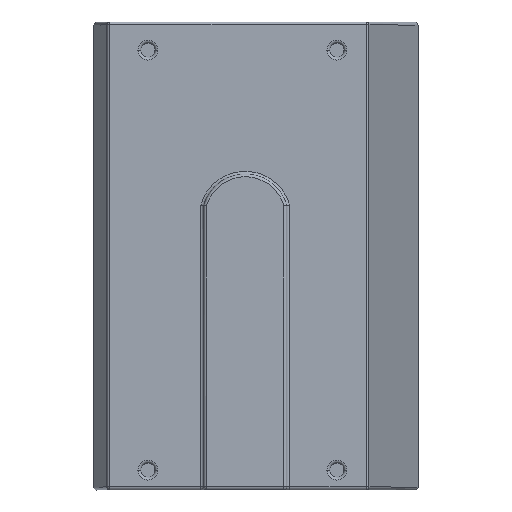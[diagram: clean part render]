
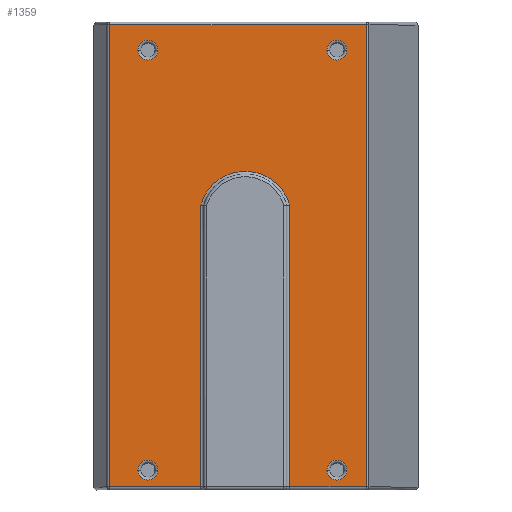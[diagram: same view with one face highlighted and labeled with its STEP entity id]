
A CAD part, top view. The second image highlights one B-rep face of the part: STEP entity #1359.
In plain terms, the highlighted planar face has unit normal (0, 0, 1).
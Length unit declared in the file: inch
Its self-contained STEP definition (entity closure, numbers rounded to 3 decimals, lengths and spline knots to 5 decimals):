
#8 = CARTESIAN_POINT ( 'NONE',  ( 1.04387, -2.25421, 0.3937 ) ) ;
#13 = DIRECTION ( 'NONE',  ( 0., 0., -1. ) ) ;
#24 = DIRECTION ( 'NONE',  ( -1., 0., 0. ) ) ;
#26 = CARTESIAN_POINT ( 'NONE',  ( -0.94473, -2.25421, 0.3937 ) ) ;
#31 = DIRECTION ( 'NONE',  ( 0., 0., -1. ) ) ;
#33 = DIRECTION ( 'NONE',  ( -1., 0., 0. ) ) ;
#107 = CARTESIAN_POINT ( 'NONE',  ( 0.93887, -2.25421, 0.3937 ) ) ;
#112 = CARTESIAN_POINT ( 'NONE',  ( 1.14887, -2.25421, 0.3937 ) ) ;
#114 = CARTESIAN_POINT ( 'NONE',  ( 1.35353, -2.43063, 0.3937 ) ) ;
#118 = CARTESIAN_POINT ( 'NONE',  ( -0.3875, 0.53414, 0.3937 ) ) ;
#119 = CARTESIAN_POINT ( 'NONE',  ( 1.14887, 2.16489, 0.3937 ) ) ;
#121 = CARTESIAN_POINT ( 'NONE',  ( 0.5475, -2.43063, 0.3937 ) ) ;
#128 = CARTESIAN_POINT ( 'NONE',  ( 1.35353, 2.43063, 0.3937 ) ) ;
#131 = CARTESIAN_POINT ( 'NONE',  ( -0.3875, -2.43063, 0.3937 ) ) ;
#133 = CARTESIAN_POINT ( 'NONE',  ( 0.5475, 0.53414, 0.3937 ) ) ;
#135 = CARTESIAN_POINT ( 'NONE',  ( 0.93887, 2.16489, 0.3937 ) ) ;
#137 = CARTESIAN_POINT ( 'NONE',  ( -1.345, -2.43063, 0.3937 ) ) ;
#285 = CARTESIAN_POINT ( 'NONE',  ( -0.83973, -2.25421, 0.3937 ) ) ;
#295 = CARTESIAN_POINT ( 'NONE',  ( -1.345, 2.43063, 0.3937 ) ) ;
#298 = CARTESIAN_POINT ( 'NONE',  ( -1.04973, -2.25421, 0.3937 ) ) ;
#302 = CARTESIAN_POINT ( 'NONE',  ( -1.04973, 2.16489, 0.3937 ) ) ;
#305 = CARTESIAN_POINT ( 'NONE',  ( -0.83973, 2.16489, 0.3937 ) ) ;
#315 = DIRECTION ( 'NONE',  ( 1., 0., 0. ) ) ;
#320 = CARTESIAN_POINT ( 'NONE',  ( 1.04387, -2.25421, 0.3937 ) ) ;
#321 = DIRECTION ( 'NONE',  ( 0., 0., -1. ) ) ;
#323 = DIRECTION ( 'NONE',  ( -1., 0., 0. ) ) ;
#326 = CARTESIAN_POINT ( 'NONE',  ( 1.35353, 2.46063, 0.3937 ) ) ;
#342 = DIRECTION ( 'NONE',  ( 0., 1., 0. ) ) ;
#345 = CARTESIAN_POINT ( 'NONE',  ( 0., -2.43063, 0.3937 ) ) ;
#350 = CARTESIAN_POINT ( 'NONE',  ( 0.5475, -2.46063, 0.3937 ) ) ;
#363 = DIRECTION ( 'NONE',  ( 0., -1., 0. ) ) ;
#377 = CARTESIAN_POINT ( 'NONE',  ( 0., -2.43063, 0.3937 ) ) ;
#379 = DIRECTION ( 'NONE',  ( -1., 0., 0. ) ) ;
#380 = DIRECTION ( 'NONE',  ( 1., 0., 0. ) ) ;
#383 = CARTESIAN_POINT ( 'NONE',  ( 0.08, 0.40545, 0.3937 ) ) ;
#385 = DIRECTION ( 'NONE',  ( 0., 0., -1. ) ) ;
#407 = DIRECTION ( 'NONE',  ( 0., 1., 0. ) ) ;
#416 = CARTESIAN_POINT ( 'NONE',  ( -0.3875, 0.53002, 0.3937 ) ) ;
#440 = CARTESIAN_POINT ( 'NONE',  ( 0., 2.43063, 0.3937 ) ) ;
#444 = DIRECTION ( 'NONE',  ( 0., 0., -1. ) ) ;
#448 = DIRECTION ( 'NONE',  ( -1., 0., 0. ) ) ;
#458 = CARTESIAN_POINT ( 'NONE',  ( 1.04387, 2.16489, 0.3937 ) ) ;
#466 = DIRECTION ( 'NONE',  ( -1., 0., 0. ) ) ;
#534 = CIRCLE ( 'NONE', #2417, 0.105 ) ;
#537 = LINE ( 'NONE', #377, #545 ) ;
#538 = CIRCLE ( 'NONE', #2462, 0.48489 ) ;
#545 = VECTOR ( 'NONE', #380, 39.37008 ) ;
#572 = VECTOR ( 'NONE', #407, 39.37008 ) ;
#574 = LINE ( 'NONE', #440, #578 ) ;
#575 = VECTOR ( 'NONE', #363, 39.37008 ) ;
#578 = VECTOR ( 'NONE', #466, 39.37008 ) ;
#581 = LINE ( 'NONE', #416, #572 ) ;
#710 = ORIENTED_EDGE ( 'NONE', *, *, #2256, .T. ) ;
#715 = ORIENTED_EDGE ( 'NONE', *, *, #2054, .T. ) ;
#717 = ORIENTED_EDGE ( 'NONE', *, *, #2184, .T. ) ;
#719 = ORIENTED_EDGE ( 'NONE', *, *, #2102, .T. ) ;
#720 = ORIENTED_EDGE ( 'NONE', *, *, #2207, .T. ) ;
#735 = ORIENTED_EDGE ( 'NONE', *, *, #2232, .T. ) ;
#742 = ORIENTED_EDGE ( 'NONE', *, *, #2174, .T. ) ;
#744 = ORIENTED_EDGE ( 'NONE', *, *, #2176, .T. ) ;
#750 = ORIENTED_EDGE ( 'NONE', *, *, #2053, .T. ) ;
#752 = ORIENTED_EDGE ( 'NONE', *, *, #2109, .T. ) ;
#775 = ORIENTED_EDGE ( 'NONE', *, *, #2194, .T. ) ;
#777 = ORIENTED_EDGE ( 'NONE', *, *, #2211, .T. ) ;
#804 = ORIENTED_EDGE ( 'NONE', *, *, #2278, .T. ) ;
#813 = ORIENTED_EDGE ( 'NONE', *, *, #2220, .T. ) ;
#814 = ORIENTED_EDGE ( 'NONE', *, *, #2223, .T. ) ;
#822 = ORIENTED_EDGE ( 'NONE', *, *, #2195, .T. ) ;
#897 = FACE_BOUND ( 'NONE', #1792, .T. ) ;
#906 = FACE_BOUND ( 'NONE', #1799, .T. ) ;
#913 = FACE_OUTER_BOUND ( 'NONE', #1794, .T. ) ;
#946 = FACE_BOUND ( 'NONE', #1747, .T. ) ;
#949 = FACE_BOUND ( 'NONE', #1763, .T. ) ;
#1020 = CIRCLE ( 'NONE', #2310, 0.105 ) ;
#1056 = CIRCLE ( 'NONE', #2305, 0.105 ) ;
#1096 = CIRCLE ( 'NONE', #2392, 0.105 ) ;
#1123 = CIRCLE ( 'NONE', #2386, 0.105 ) ;
#1162 = LINE ( 'NONE', #2488, #1221 ) ;
#1189 = CIRCLE ( 'NONE', #2443, 0.105 ) ;
#1203 = LINE ( 'NONE', #345, #1215 ) ;
#1210 = CIRCLE ( 'NONE', #2465, 0.105 ) ;
#1215 = VECTOR ( 'NONE', #315, 39.37008 ) ;
#1219 = LINE ( 'NONE', #350, #575 ) ;
#1221 = VECTOR ( 'NONE', #2490, 39.37008 ) ;
#1224 = LINE ( 'NONE', #326, #1231 ) ;
#1231 = VECTOR ( 'NONE', #342, 39.37008 ) ;
#1244 = CIRCLE ( 'NONE', #2431, 0.105 ) ;
#1297 = DIRECTION ( 'NONE',  ( 0., 0., -1. ) ) ;
#1304 = DIRECTION ( 'NONE',  ( -1., 0., 0. ) ) ;
#1307 = CARTESIAN_POINT ( 'NONE',  ( 1.04387, 2.16489, 0.3937 ) ) ;
#1311 = DIRECTION ( 'NONE',  ( 0., 0., -1. ) ) ;
#1322 = DIRECTION ( 'NONE',  ( -1., 0., 0. ) ) ;
#1329 = CARTESIAN_POINT ( 'NONE',  ( -0.94473, 2.16489, 0.3937 ) ) ;
#1359 = ADVANCED_FACE ( 'NONE', ( #906, #897, #949, #946, #913 ), #1503, .F. ) ;
#1486 = DIRECTION ( 'NONE',  ( -1., 0., 0. ) ) ;
#1493 = DIRECTION ( 'NONE',  ( 0., 0., -1. ) ) ;
#1503 = PLANE ( 'NONE',  #2244 ) ;
#1505 = CARTESIAN_POINT ( 'NONE',  ( 0., 0., 0.3937 ) ) ;
#1747 = EDGE_LOOP ( 'NONE', ( #719, #720 ) ) ;
#1763 = EDGE_LOOP ( 'NONE', ( #752, #717 ) ) ;
#1792 = EDGE_LOOP ( 'NONE', ( #750, #710 ) ) ;
#1794 = EDGE_LOOP ( 'NONE', ( #813, #777, #814, #775, #804, #744, #822, #735 ) ) ;
#1799 = EDGE_LOOP ( 'NONE', ( #715, #742 ) ) ;
#1881 = VERTEX_POINT ( 'NONE', #285 ) ;
#1883 = VERTEX_POINT ( 'NONE', #305 ) ;
#1888 = VERTEX_POINT ( 'NONE', #298 ) ;
#1895 = VERTEX_POINT ( 'NONE', #302 ) ;
#1898 = VERTEX_POINT ( 'NONE', #295 ) ;
#1901 = VERTEX_POINT ( 'NONE', #121 ) ;
#1903 = VERTEX_POINT ( 'NONE', #107 ) ;
#1905 = VERTEX_POINT ( 'NONE', #137 ) ;
#1908 = VERTEX_POINT ( 'NONE', #128 ) ;
#1912 = VERTEX_POINT ( 'NONE', #118 ) ;
#1915 = VERTEX_POINT ( 'NONE', #133 ) ;
#1916 = VERTEX_POINT ( 'NONE', #135 ) ;
#1919 = VERTEX_POINT ( 'NONE', #114 ) ;
#1925 = VERTEX_POINT ( 'NONE', #112 ) ;
#1926 = VERTEX_POINT ( 'NONE', #131 ) ;
#1927 = VERTEX_POINT ( 'NONE', #119 ) ;
#2036 = CARTESIAN_POINT ( 'NONE',  ( -0.94473, -2.25421, 0.3937 ) ) ;
#2053 = EDGE_CURVE ( 'NONE', #1916, #1927, #1056, .T. ) ;
#2054 = EDGE_CURVE ( 'NONE', #1895, #1883, #1020, .T. ) ;
#2102 = EDGE_CURVE ( 'NONE', #1903, #1925, #1096, .T. ) ;
#2109 = EDGE_CURVE ( 'NONE', #1888, #1881, #1123, .T. ) ;
#2174 = EDGE_CURVE ( 'NONE', #1883, #1895, #1189, .T. ) ;
#2176 = EDGE_CURVE ( 'NONE', #1898, #1905, #1162, .T. ) ;
#2184 = EDGE_CURVE ( 'NONE', #1881, #1888, #1210, .T. ) ;
#2194 = EDGE_CURVE ( 'NONE', #1919, #1908, #1224, .T. ) ;
#2195 = EDGE_CURVE ( 'NONE', #1905, #1926, #1203, .T. ) ;
#2207 = EDGE_CURVE ( 'NONE', #1925, #1903, #1244, .T. ) ;
#2211 = EDGE_CURVE ( 'NONE', #1915, #1901, #1219, .T. ) ;
#2220 = EDGE_CURVE ( 'NONE', #1912, #1915, #538, .T. ) ;
#2223 = EDGE_CURVE ( 'NONE', #1901, #1919, #537, .T. ) ;
#2232 = EDGE_CURVE ( 'NONE', #1926, #1912, #581, .T. ) ;
#2244 = AXIS2_PLACEMENT_3D ( 'NONE', #1505, #1493, #1486 ) ;
#2256 = EDGE_CURVE ( 'NONE', #1927, #1916, #534, .T. ) ;
#2278 = EDGE_CURVE ( 'NONE', #1908, #1898, #574, .T. ) ;
#2305 = AXIS2_PLACEMENT_3D ( 'NONE', #1307, #1311, #1322 ) ;
#2310 = AXIS2_PLACEMENT_3D ( 'NONE', #1329, #1297, #1304 ) ;
#2386 = AXIS2_PLACEMENT_3D ( 'NONE', #26, #31, #33 ) ;
#2392 = AXIS2_PLACEMENT_3D ( 'NONE', #8, #13, #24 ) ;
#2417 = AXIS2_PLACEMENT_3D ( 'NONE', #458, #444, #448 ) ;
#2431 = AXIS2_PLACEMENT_3D ( 'NONE', #320, #321, #323 ) ;
#2443 = AXIS2_PLACEMENT_3D ( 'NONE', #2486, #2487, #2491 ) ;
#2462 = AXIS2_PLACEMENT_3D ( 'NONE', #383, #385, #379 ) ;
#2465 = AXIS2_PLACEMENT_3D ( 'NONE', #2036, #2489, #2484 ) ;
#2484 = DIRECTION ( 'NONE',  ( -1., 0., 0. ) ) ;
#2486 = CARTESIAN_POINT ( 'NONE',  ( -0.94473, 2.16489, 0.3937 ) ) ;
#2487 = DIRECTION ( 'NONE',  ( 0., 0., -1. ) ) ;
#2488 = CARTESIAN_POINT ( 'NONE',  ( -1.345, 0., 0.3937 ) ) ;
#2489 = DIRECTION ( 'NONE',  ( 0., 0., -1. ) ) ;
#2490 = DIRECTION ( 'NONE',  ( 0., -1., 0. ) ) ;
#2491 = DIRECTION ( 'NONE',  ( -1., 0., 0. ) ) ;
